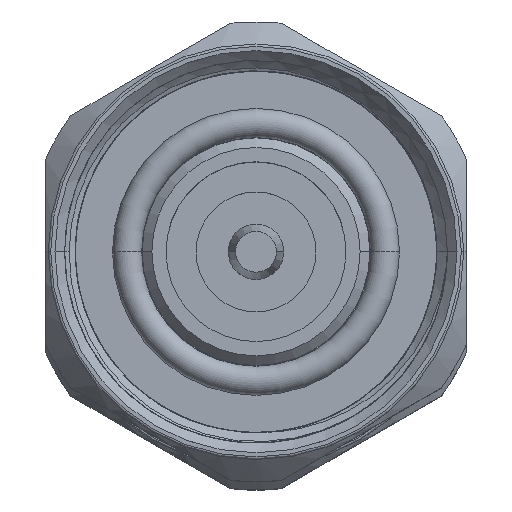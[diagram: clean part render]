
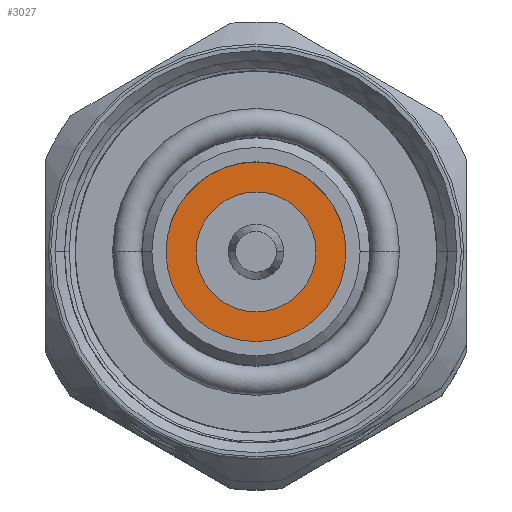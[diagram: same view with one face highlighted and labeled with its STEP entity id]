
A CAD part, top view. The second image highlights one B-rep face of the part: STEP entity #3027.
In plain terms, the highlighted face is planar.
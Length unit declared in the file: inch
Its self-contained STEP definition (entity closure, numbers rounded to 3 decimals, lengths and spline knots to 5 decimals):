
#190 = DIRECTION ( 'NONE',  ( 0., 0., 1. ) ) ;
#302 = EDGE_LOOP ( 'NONE', ( #4388, #4934 ) ) ;
#383 = FACE_BOUND ( 'NONE', #302, .T. ) ;
#647 = CARTESIAN_POINT ( 'NONE',  ( 0.305, 0., 0. ) ) ;
#791 = AXIS2_PLACEMENT_3D ( 'NONE', #3387, #1934, #5037 ) ;
#1468 = CIRCLE ( 'NONE', #5538, 0.185 ) ;
#1578 = DIRECTION ( 'NONE',  ( 0., 0., 1. ) ) ;
#1842 = CARTESIAN_POINT ( 'NONE',  ( 0.305, 0., -0.12329 ) ) ;
#1862 = EDGE_CURVE ( 'NONE', #3623, #2174, #1468, .T. ) ;
#1883 = DIRECTION ( 'NONE',  ( 1., 0., 0. ) ) ;
#1934 = DIRECTION ( 'NONE',  ( -1., 0., 0. ) ) ;
#1970 = EDGE_CURVE ( 'NONE', #2379, #5103, #4941, .T. ) ;
#2039 = DIRECTION ( 'NONE',  ( 1., 0., 0. ) ) ;
#2174 = VERTEX_POINT ( 'NONE', #5346 ) ;
#2379 = VERTEX_POINT ( 'NONE', #3313 ) ;
#2843 = CARTESIAN_POINT ( 'NONE',  ( 0.305, 0., 0. ) ) ;
#2881 = CARTESIAN_POINT ( 'NONE',  ( 0.305, 0., -0.185 ) ) ;
#3027 = ADVANCED_FACE ( 'NONE', ( #383, #6007 ), #3563, .T. ) ;
#3081 = AXIS2_PLACEMENT_3D ( 'NONE', #5851, #5876, #6369 ) ;
#3117 = CIRCLE ( 'NONE', #3081, 0.12329 ) ;
#3313 = CARTESIAN_POINT ( 'NONE',  ( 0.305, 0., 0.12329 ) ) ;
#3345 = ORIENTED_EDGE ( 'NONE', *, *, #1862, .F. ) ;
#3358 = DIRECTION ( 'NONE',  ( 0., 0., 1. ) ) ;
#3387 = CARTESIAN_POINT ( 'NONE',  ( 0.305, 0., 0. ) ) ;
#3563 = PLANE ( 'NONE',  #4259 ) ;
#3623 = VERTEX_POINT ( 'NONE', #2881 ) ;
#4051 = DIRECTION ( 'NONE',  ( -1., 0., 0. ) ) ;
#4102 = EDGE_CURVE ( 'NONE', #5103, #2379, #3117, .T. ) ;
#4259 = AXIS2_PLACEMENT_3D ( 'NONE', #5056, #4051, #190 ) ;
#4388 = ORIENTED_EDGE ( 'NONE', *, *, #4102, .F. ) ;
#4672 = CIRCLE ( 'NONE', #4957, 0.185 ) ;
#4934 = ORIENTED_EDGE ( 'NONE', *, *, #1970, .F. ) ;
#4941 = CIRCLE ( 'NONE', #791, 0.12329 ) ;
#4957 = AXIS2_PLACEMENT_3D ( 'NONE', #2843, #1883, #3358 ) ;
#5037 = DIRECTION ( 'NONE',  ( 0., 0., 1. ) ) ;
#5056 = CARTESIAN_POINT ( 'NONE',  ( 0.305, 0., 0. ) ) ;
#5103 = VERTEX_POINT ( 'NONE', #1842 ) ;
#5117 = EDGE_CURVE ( 'NONE', #2174, #3623, #4672, .T. ) ;
#5209 = ORIENTED_EDGE ( 'NONE', *, *, #5117, .F. ) ;
#5346 = CARTESIAN_POINT ( 'NONE',  ( 0.305, 0., 0.185 ) ) ;
#5538 = AXIS2_PLACEMENT_3D ( 'NONE', #647, #2039, #1578 ) ;
#5851 = CARTESIAN_POINT ( 'NONE',  ( 0.305, 0., 0. ) ) ;
#5876 = DIRECTION ( 'NONE',  ( -1., 0., 0. ) ) ;
#6007 = FACE_OUTER_BOUND ( 'NONE', #6243, .T. ) ;
#6243 = EDGE_LOOP ( 'NONE', ( #3345, #5209 ) ) ;
#6369 = DIRECTION ( 'NONE',  ( 0., 0., 1. ) ) ;
